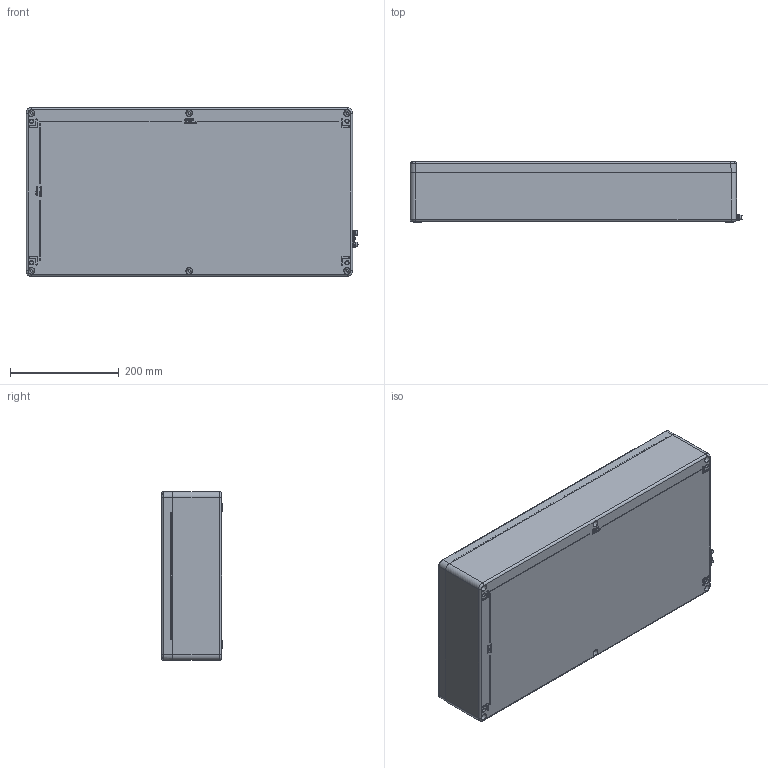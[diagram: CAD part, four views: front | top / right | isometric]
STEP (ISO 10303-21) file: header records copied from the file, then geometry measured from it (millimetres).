
FILE_DESCRIPTION(/* description */ (''),/* implementation_level */ '2;1');
FILE_NAME(/* name */ '15603111000-RST.stp',/* time_stamp */ '2021-09-08T11:34:06+02:00',/* author */ ('sl'),/* organization */ (''),/* preprocessor_version */ 'ST-DEVELOPER v16.5',/* originating_system */ 'Autodesk Inventor 2017',/* authorisation */ '');
FILE_SCHEMA (('AUTOMOTIVE_DESIGN { 1 0 10303 214 3 1 1 }'));
Products named in the file (13): Alu-Ex-Gehäuse-37-BG-0001-15_603111_000; Deckel-Alu-Ex-Gehäuse-37-BG-0002-15_603111_000; Deckel-Alu-Ex-Gehäuse-37-BT-0001-15_603111_000; Dichtlippe-Alu-Ex-Gehäuse-37-BT-0003-15_603111_00
0; Deckel-Alu-Ex-Gehäuse-37-BG-0002-15_603111_000_1; UT-Alu-Ex-Gehäuse-37-BT-0002-15_603111_000; Dop-Erdungsschraube1; Dop-Erdungsschraube-Teil1; Dop-Erdungsschraube-Teil6; Dop-Erdungsschraube-Teil5; Dop-Erdungsschraube-Teil7; Erdung92081; SchraubeM6x25-10
Assembly tree (23 placements, depth 4):
  Alu-Ex-Gehäuse-37-BG-0001-15_603111_000
    Deckel-Alu-Ex-Gehäuse-37-BG-0002-15_603111_000
      Erdung92081
      Deckel-Alu-Ex-Gehäuse-37-BT-0001-15_603111_000
      Dichtlippe-Alu-Ex-Gehäuse-37-BT-0003-15_603111_00
0
    Deckel-Alu-Ex-Gehäuse-37-BG-0002-15_603111_000_1
      UT-Alu-Ex-Gehäuse-37-BT-0002-15_603111_000
      Dop-Erdungsschraube1
        Dop-Erdungsschraube-Teil1
        Dop-Erdungsschraube-Teil5  x2
        Dop-Erdungsschraube-Teil6
        Dop-Erdungsschraube-Teil7  x2
      Erdung92081  x4
    SchraubeM6x25-10  x6
Bounding box: 610 x 110.99 x 310 mm (x, y, z)
Volume: 3408927.1 mm3; surface area: 1190467.8 mm2
Topology: 20 solids, 20 shells, 2128 faces, 5106 edges, 3109 vertices
Faces by surface type: plane 739, bspline 729, cylinder 430, torus 128, cone 102
Full cylindrical faces by diameter (mm): 1.8 x1, 1.9 x1, 4 x1, 4.7 x5, 5 x21, 5.3 x6, 6 x6, 6.5 x4, 7 x6, 7.197 x4, 8 x5, 8.5 x2
Entity records: 102164 total; most frequent: CARTESIAN_POINT 63994, ORIENTED_EDGE 8418, DIRECTION 6471, EDGE_CURVE 4209, VERTEX_POINT 2625, AXIS2_PLACEMENT_3D 2244, EDGE_LOOP 2170, LINE 1983
